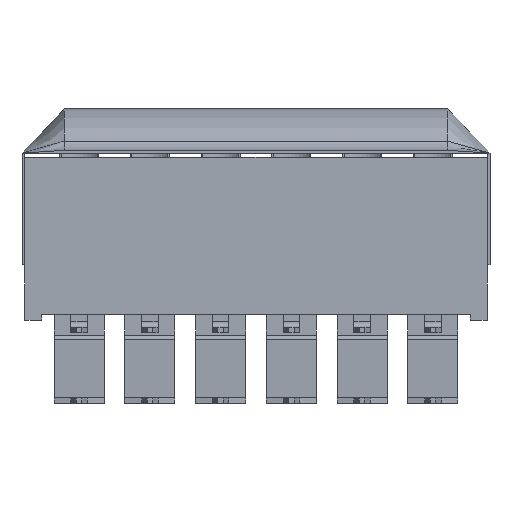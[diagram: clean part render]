
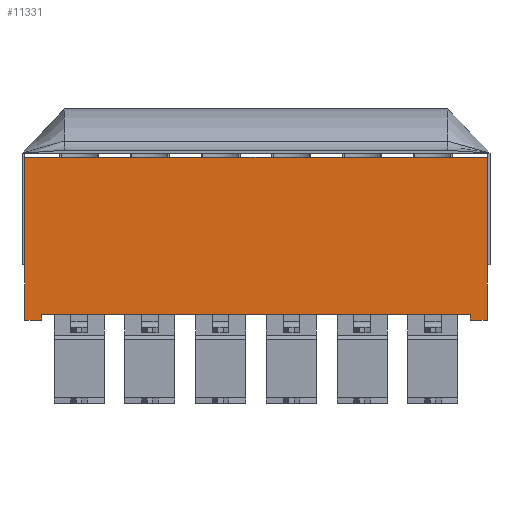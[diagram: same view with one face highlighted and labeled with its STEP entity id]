
A CAD part, front view. The second image highlights one B-rep face of the part: STEP entity #11331.
In plain terms, the highlighted planar face has unit normal (0, -1, 0).
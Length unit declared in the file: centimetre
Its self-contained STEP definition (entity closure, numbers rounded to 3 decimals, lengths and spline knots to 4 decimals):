
#850=FACE_OUTER_BOUND('',#1455,.T.);
#1455=EDGE_LOOP('',(#9146,#9147,#9148,#9149,#9150,#9151,#9152,#9153));
#2608=LINE('',#17195,#3984);
#2620=LINE('',#17218,#3996);
#2645=LINE('',#17268,#4021);
#2652=LINE('',#17279,#4028);
#2659=LINE('',#17293,#4035);
#2660=LINE('',#17295,#4036);
#2661=LINE('',#17297,#4037);
#2662=LINE('',#17298,#4038);
#3984=VECTOR('',#13998,1.);
#3996=VECTOR('',#14012,1.);
#4021=VECTOR('',#14045,1.);
#4028=VECTOR('',#14058,1.);
#4035=VECTOR('',#14075,1.);
#4036=VECTOR('',#14076,1.);
#4037=VECTOR('',#14077,1.);
#4038=VECTOR('',#14078,1.);
#5124=VERTEX_POINT('',#17192);
#5125=VERTEX_POINT('',#17194);
#5134=VERTEX_POINT('',#17215);
#5135=VERTEX_POINT('',#17217);
#5155=VERTEX_POINT('',#17265);
#5156=VERTEX_POINT('',#17267);
#5160=VERTEX_POINT('',#17294);
#5161=VERTEX_POINT('',#17296);
#6552=EDGE_CURVE('',#5125,#5124,#2608,.T.);
#6564=EDGE_CURVE('',#5135,#5134,#2620,.T.);
#6589=EDGE_CURVE('',#5156,#5155,#2645,.T.);
#6596=EDGE_CURVE('',#5155,#5135,#2652,.T.);
#6603=EDGE_CURVE('',#5125,#5134,#2659,.T.);
#6604=EDGE_CURVE('',#5160,#5124,#2660,.T.);
#6605=EDGE_CURVE('',#5160,#5161,#2661,.T.);
#6606=EDGE_CURVE('',#5156,#5161,#2662,.T.);
#9146=ORIENTED_EDGE('',*,*,#6589,.T.);
#9147=ORIENTED_EDGE('',*,*,#6596,.T.);
#9148=ORIENTED_EDGE('',*,*,#6564,.T.);
#9149=ORIENTED_EDGE('',*,*,#6603,.F.);
#9150=ORIENTED_EDGE('',*,*,#6552,.T.);
#9151=ORIENTED_EDGE('',*,*,#6604,.F.);
#9152=ORIENTED_EDGE('',*,*,#6605,.T.);
#9153=ORIENTED_EDGE('',*,*,#6606,.F.);
#10816=PLANE('',#12037);
#11331=ADVANCED_FACE('',(#850),#10816,.T.);
#12037=AXIS2_PLACEMENT_3D('',#17292,#14073,#14074);
#13998=DIRECTION('',(0.,0.,1.));
#14012=DIRECTION('',(0.,0.,-1.));
#14045=DIRECTION('',(0.,0.,1.));
#14058=DIRECTION('',(1.,0.,0.));
#14073=DIRECTION('center_axis',(0.,-1.,0.));
#14074=DIRECTION('ref_axis',(0.,0.,-1.));
#14075=DIRECTION('',(-1.,0.,0.));
#14076=DIRECTION('',(1.,0.,0.));
#14077=DIRECTION('',(0.,0.,-1.));
#14078=DIRECTION('',(-1.,0.,0.));
#17192=CARTESIAN_POINT('',(0.83,-0.495,0.2925));
#17194=CARTESIAN_POINT('',(0.83,-0.495,-0.2925));
#17195=CARTESIAN_POINT('',(0.83,-0.495,-0.2925));
#17215=CARTESIAN_POINT('',(0.77,-0.495,-0.2925));
#17217=CARTESIAN_POINT('',(0.77,-0.495,-0.2725));
#17218=CARTESIAN_POINT('',(0.77,-0.495,-0.2925));
#17265=CARTESIAN_POINT('',(-0.77,-0.495,-0.2725));
#17267=CARTESIAN_POINT('',(-0.77,-0.495,-0.2925));
#17268=CARTESIAN_POINT('',(-0.77,-0.495,-0.2925));
#17279=CARTESIAN_POINT('',(-0.4,-0.495,-0.2725));
#17292=CARTESIAN_POINT('Origin',(0.,-0.495,-0.2925));
#17293=CARTESIAN_POINT('',(0.,-0.495,-0.2925));
#17294=CARTESIAN_POINT('',(-0.83,-0.495,0.2925));
#17295=CARTESIAN_POINT('',(0.,-0.495,0.2925));
#17296=CARTESIAN_POINT('',(-0.83,-0.495,-0.2925));
#17297=CARTESIAN_POINT('',(-0.83,-0.495,-0.2925));
#17298=CARTESIAN_POINT('',(0.,-0.495,-0.2925));
